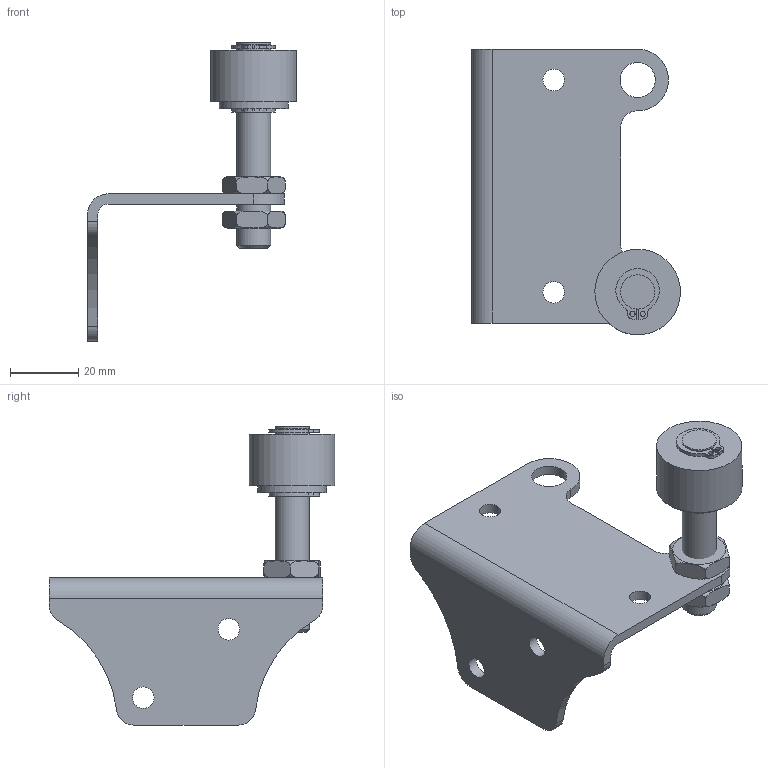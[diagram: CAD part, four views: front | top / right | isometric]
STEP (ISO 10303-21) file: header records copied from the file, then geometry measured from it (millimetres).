
FILE_DESCRIPTION(/* description */ (''),/* implementation_level */ '2;1');
FILE_NAME(/* name */ '1025EL.stp',/* time_stamp */ '2019-08-05T10:46:48+02:00',/* author */ ('DOMINIQUE'),/* organization */ (''),/* preprocessor_version */ 'ST-DEVELOPER v17.2',/* originating_system */ 'Autodesk Inventor 2019',/* authorisation */ '');
FILE_SCHEMA (('AUTOMOTIVE_DESIGN { 1 0 10303 214 3 1 1 }'));
Length unit declared in the file: millimetre
Products named in the file (8): 1025EL; 20450; 20332; 09164; 20323; 13581; 06010; 20337_A
Assembly tree (9 placements, depth 3):
  1025EL
    20450
      20332
      09164  x2
      20323
      13581
    06010  x2
    20337_A
Bounding box: 61 x 83.5 x 87.1 mm (x, y, z)
Volume: 30315.7 mm3; surface area: 19968.7 mm2
Topology: 8 solids, 8 shells, 96 faces, 259 edges, 183 vertices
Faces by surface type: cylinder 49, plane 42, torus 4, cone 1
Full cylindrical faces by diameter (mm): 1.5 x4, 6.3 x4, 8.376 x2, 9.6 x2, 10 x3, 10.2 x1, 10.3 x2, 10.4 x1, 20.1 x1, 25 x1
Entity records: 2956 total; most frequent: CARTESIAN_POINT 683, DIRECTION 465, ORIENTED_EDGE 386, AXIS2_PLACEMENT_3D 198, EDGE_CURVE 193, VERTEX_POINT 138, CIRCLE 110, EDGE_LOOP 97
